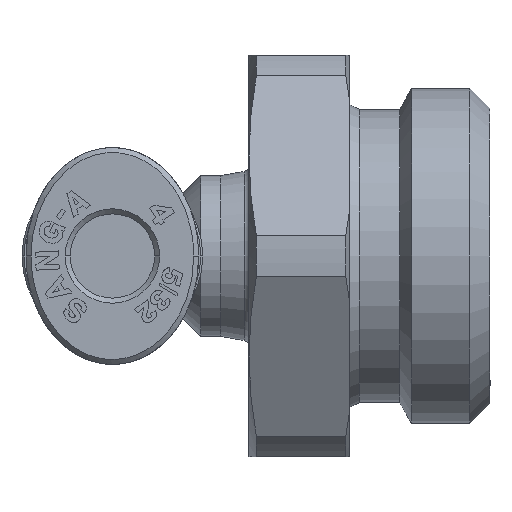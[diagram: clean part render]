
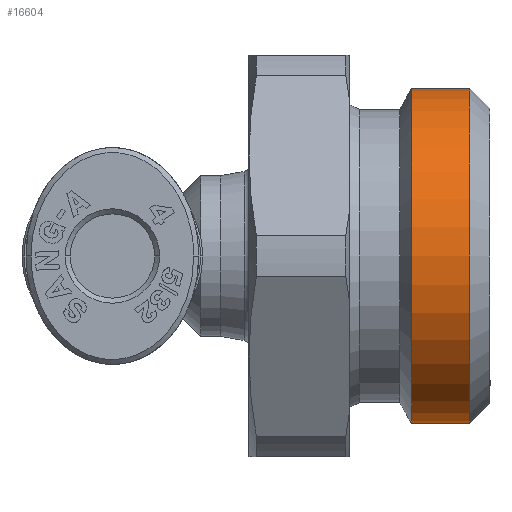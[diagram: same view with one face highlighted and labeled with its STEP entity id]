
A CAD part, left-side view. The second image highlights one B-rep face of the part: STEP entity #16604.
In plain terms, the highlighted cylindrical face has radius 8.331 mm (diameter 16.662 mm), a partial arc.
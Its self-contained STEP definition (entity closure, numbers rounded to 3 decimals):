
#33 = CARTESIAN_POINT ( 'NONE',  ( 5.1, 8.331, -15.3 ) ) ;
#514 = ORIENTED_EDGE ( 'NONE', *, *, #6384, .T. ) ;
#1631 = CARTESIAN_POINT ( 'NONE',  ( 5.1, 8.331, -17.8 ) ) ;
#1848 = CARTESIAN_POINT ( 'NONE',  ( 5.1, 0., -15.3 ) ) ;
#2501 = DIRECTION ( 'NONE',  ( 0., 0., -1. ) ) ;
#4642 = CIRCLE ( 'NONE', #14789, 8.331 ) ;
#5475 = AXIS2_PLACEMENT_3D ( 'NONE', #27493, #20976, #16527 ) ;
#5653 = CYLINDRICAL_SURFACE ( 'NONE', #25419, 8.331 ) ;
#6384 = EDGE_CURVE ( 'NONE', #7031, #15275, #12695, .T. ) ;
#7031 = VERTEX_POINT ( 'NONE', #9115 ) ;
#7460 = FACE_OUTER_BOUND ( 'NONE', #15460, .T. ) ;
#7550 = CARTESIAN_POINT ( 'NONE',  ( 5.1, -8.331, -15.3 ) ) ;
#7650 = DIRECTION ( 'NONE',  ( 0., 0., -1. ) ) ;
#8447 = DIRECTION ( 'NONE',  ( 0., 1., 0. ) ) ;
#9115 = CARTESIAN_POINT ( 'NONE',  ( 5.1, -8.331, -14.895 ) ) ;
#10267 = EDGE_CURVE ( 'NONE', #15520, #24942, #18284, .T. ) ;
#12695 = LINE ( 'NONE', #7550, #24049 ) ;
#12908 = ORIENTED_EDGE ( 'NONE', *, *, #26691, .F. ) ;
#13210 = DIRECTION ( 'NONE',  ( 0., 0., 1. ) ) ;
#13359 = CIRCLE ( 'NONE', #5475, 8.331 ) ;
#14789 = AXIS2_PLACEMENT_3D ( 'NONE', #15404, #13210, #8447 ) ;
#15275 = VERTEX_POINT ( 'NONE', #22399 ) ;
#15404 = CARTESIAN_POINT ( 'NONE',  ( 5.1, 0., -17.8 ) ) ;
#15460 = EDGE_LOOP ( 'NONE', ( #12908, #514, #21277, #16704 ) ) ;
#15520 = VERTEX_POINT ( 'NONE', #20825 ) ;
#16181 = EDGE_CURVE ( 'NONE', #15275, #24942, #4642, .T. ) ;
#16527 = DIRECTION ( 'NONE',  ( -1., 0., 0. ) ) ;
#16604 = ADVANCED_FACE ( 'NONE', ( #7460 ), #5653, .T. ) ;
#16704 = ORIENTED_EDGE ( 'NONE', *, *, #10267, .F. ) ;
#18284 = LINE ( 'NONE', #33, #19708 ) ;
#19708 = VECTOR ( 'NONE', #2501, 1000. ) ;
#20825 = CARTESIAN_POINT ( 'NONE',  ( 5.1, 8.331, -14.895 ) ) ;
#20976 = DIRECTION ( 'NONE',  ( 0., 0., 1. ) ) ;
#21277 = ORIENTED_EDGE ( 'NONE', *, *, #16181, .T. ) ;
#22399 = CARTESIAN_POINT ( 'NONE',  ( 5.1, -8.331, -17.8 ) ) ;
#24049 = VECTOR ( 'NONE', #7650, 1000. ) ;
#24942 = VERTEX_POINT ( 'NONE', #1631 ) ;
#25419 = AXIS2_PLACEMENT_3D ( 'NONE', #1848, #26448, #29055 ) ;
#26448 = DIRECTION ( 'NONE',  ( 0., 0., -1. ) ) ;
#26691 = EDGE_CURVE ( 'NONE', #7031, #15520, #13359, .T. ) ;
#27493 = CARTESIAN_POINT ( 'NONE',  ( 5.1, 0., -14.895 ) ) ;
#29055 = DIRECTION ( 'NONE',  ( 0., 1., 0. ) ) ;
